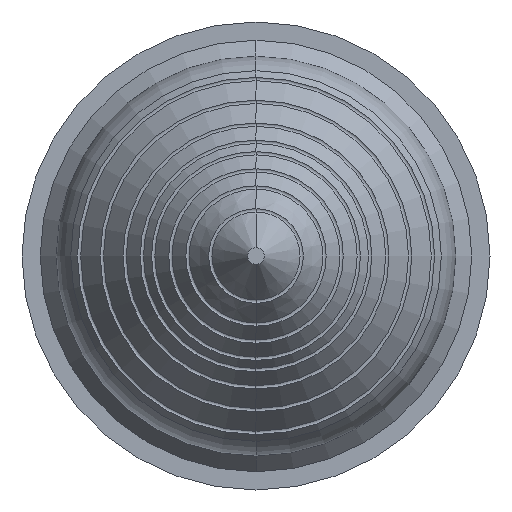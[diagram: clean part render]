
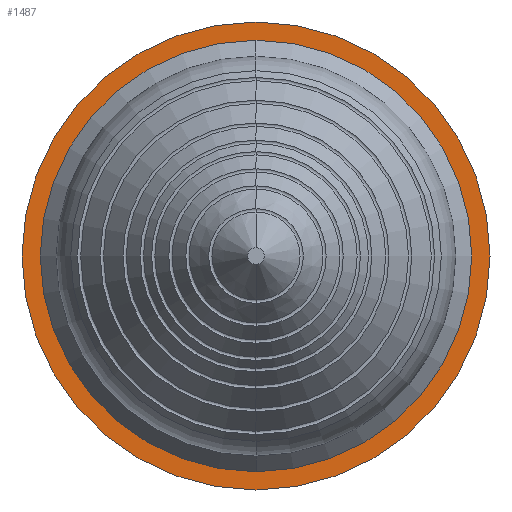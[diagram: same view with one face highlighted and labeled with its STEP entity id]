
A CAD part, left-side view. The second image highlights one B-rep face of the part: STEP entity #1487.
In plain terms, the highlighted planar face has unit normal (-1, 0, 0).
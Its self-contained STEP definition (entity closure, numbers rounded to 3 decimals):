
#46 = EDGE_LOOP ( 'NONE', ( #275, #190 ) ) ;
#48 = EDGE_LOOP ( 'NONE', ( #265, #192 ) ) ;
#190 = ORIENTED_EDGE ( 'NONE', *, *, #1514, .T. ) ;
#192 = ORIENTED_EDGE ( 'NONE', *, *, #1513, .F. ) ;
#265 = ORIENTED_EDGE ( 'NONE', *, *, #1521, .F. ) ;
#275 = ORIENTED_EDGE ( 'NONE', *, *, #1506, .T. ) ;
#424 = CARTESIAN_POINT ( 'NONE',  ( 28.373, 0., -35. ) ) ;
#469 = CIRCLE ( 'NONE', #1599, 41. ) ;
#470 = CIRCLE ( 'NONE', #1601, 35. ) ;
#480 = CIRCLE ( 'NONE', #1690, 41. ) ;
#504 = FACE_OUTER_BOUND ( 'NONE', #46, .T. ) ;
#519 = FACE_BOUND ( 'NONE', #48, .T. ) ;
#723 = CIRCLE ( 'NONE', #940, 35. ) ;
#888 = VERTEX_POINT ( 'NONE', #424 ) ;
#901 = VERTEX_POINT ( 'NONE', #1250 ) ;
#907 = VERTEX_POINT ( 'NONE', #1221 ) ;
#911 = VERTEX_POINT ( 'NONE', #1282 ) ;
#940 = AXIS2_PLACEMENT_3D ( 'NONE', #1258, #1325, #1096 ) ;
#1046 = CARTESIAN_POINT ( 'NONE',  ( 28.373, 0., 0. ) ) ;
#1071 = DIRECTION ( 'NONE',  ( 0., 0., 1. ) ) ;
#1096 = DIRECTION ( 'NONE',  ( 0., 0., 1. ) ) ;
#1157 = CARTESIAN_POINT ( 'NONE',  ( 28.373, 0., 0. ) ) ;
#1173 = PLANE ( 'NONE',  #1637 ) ;
#1204 = CARTESIAN_POINT ( 'NONE',  ( 28.373, 53.2, 0. ) ) ;
#1215 = CARTESIAN_POINT ( 'NONE',  ( 28.373, 0., 0. ) ) ;
#1221 = CARTESIAN_POINT ( 'NONE',  ( 28.373, 0., 41. ) ) ;
#1250 = CARTESIAN_POINT ( 'NONE',  ( 28.373, 0., -41. ) ) ;
#1258 = CARTESIAN_POINT ( 'NONE',  ( 28.373, 0., 0. ) ) ;
#1280 = DIRECTION ( 'NONE',  ( 0., 0., 1. ) ) ;
#1282 = CARTESIAN_POINT ( 'NONE',  ( 28.373, 0., 35. ) ) ;
#1291 = DIRECTION ( 'NONE',  ( -1., 0., 0. ) ) ;
#1294 = DIRECTION ( 'NONE',  ( -1., 0., 0. ) ) ;
#1309 = DIRECTION ( 'NONE',  ( -1., 0., 0. ) ) ;
#1325 = DIRECTION ( 'NONE',  ( -1., 0., 0. ) ) ;
#1345 = DIRECTION ( 'NONE',  ( 0., 0., -1. ) ) ;
#1350 = DIRECTION ( 'NONE',  ( 0., 0., 1. ) ) ;
#1414 = DIRECTION ( 'NONE',  ( 1., 0., 0. ) ) ;
#1487 = ADVANCED_FACE ( 'NONE', ( #519, #504 ), #1173, .F. ) ;
#1506 = EDGE_CURVE ( 'NONE', #907, #901, #480, .T. ) ;
#1513 = EDGE_CURVE ( 'NONE', #888, #911, #470, .T. ) ;
#1514 = EDGE_CURVE ( 'NONE', #901, #907, #469, .T. ) ;
#1521 = EDGE_CURVE ( 'NONE', #911, #888, #723, .T. ) ;
#1599 = AXIS2_PLACEMENT_3D ( 'NONE', #1046, #1309, #1071 ) ;
#1601 = AXIS2_PLACEMENT_3D ( 'NONE', #1157, #1294, #1280 ) ;
#1637 = AXIS2_PLACEMENT_3D ( 'NONE', #1204, #1414, #1345 ) ;
#1690 = AXIS2_PLACEMENT_3D ( 'NONE', #1215, #1291, #1350 ) ;
